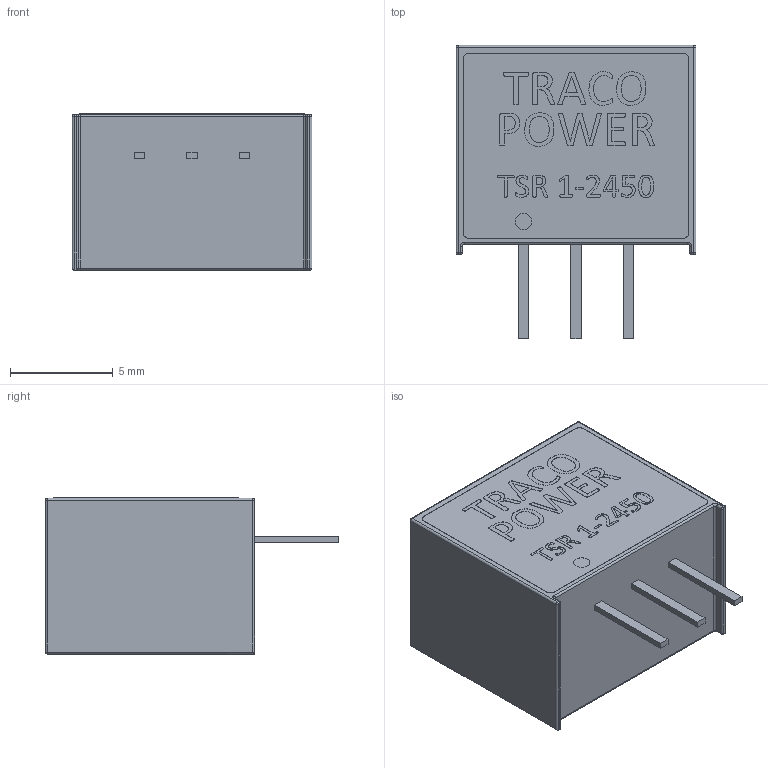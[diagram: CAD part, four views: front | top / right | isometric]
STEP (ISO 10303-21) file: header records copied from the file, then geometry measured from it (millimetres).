
FILE_DESCRIPTION (( 'STEP AP214' ), '1' );
FILE_NAME ('5D4DB6FF-076C-4BC3-83D5-6D71C9CB5949.STEP', '2023-05-04T22:48:55', ( '' ), ( '' ), 'SwSTEP 2.0', 'SolidWorks 2022', '' );
FILE_SCHEMA (( 'AUTOMOTIVE_DESIGN' ));
Length unit declared in the file: millimetre
Products named in the file (1): 5D4DB6FF-076C-4BC3-83D5-6D71C9CB5949
Bounding box: 11.7 x 14.3 x 7.62 mm (x, y, z)
Volume: 868 mm3; surface area: 586.4 mm2
Topology: 4 solids, 4 shells, 381 faces, 999 edges, 646 vertices
Faces by surface type: bspline 175, plane 163, cylinder 29, sphere 10, torus 4
Entity records: 20253 total; most frequent: CARTESIAN_POINT 11126, ORIENTED_EDGE 1978, DIRECTION 1109, EDGE_CURVE 989, VERTEX_POINT 646, VECTOR 579, LINE 579, EDGE_LOOP 411
